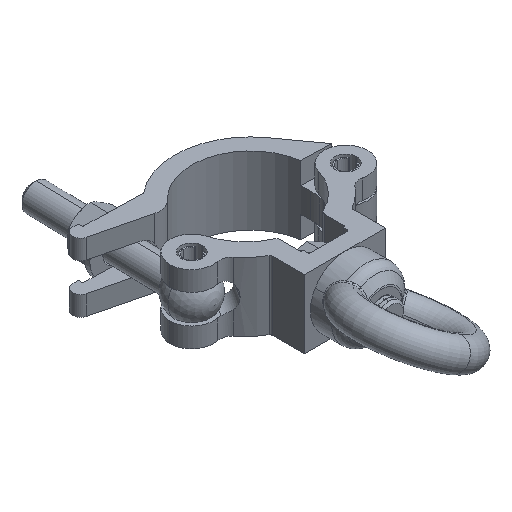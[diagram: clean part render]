
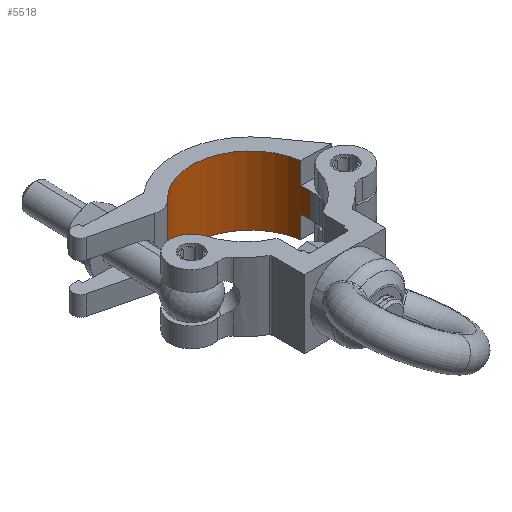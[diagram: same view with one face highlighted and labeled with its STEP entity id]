
A CAD part, isometric view. The second image highlights one B-rep face of the part: STEP entity #5518.
In plain terms, the highlighted cylindrical face has radius 25.6 mm (diameter 51.2 mm), a partial arc.
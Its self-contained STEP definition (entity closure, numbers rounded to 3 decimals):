
#51 = VECTOR ( 'NONE', #10342, 1000. ) ;
#218 = DIRECTION ( 'NONE',  ( 0., 0., 1. ) ) ;
#699 = AXIS2_PLACEMENT_3D ( 'NONE', #7770, #1422, #8020 ) ;
#771 = CARTESIAN_POINT ( 'NONE',  ( 24.593, 43.907, 5.45 ) ) ;
#777 = EDGE_CURVE ( 'NONE', #6309, #1564, #5656, .T. ) ;
#1048 = VERTEX_POINT ( 'NONE', #3533 ) ;
#1412 = CARTESIAN_POINT ( 'NONE',  ( 24.593, 43.907, 5.45 ) ) ;
#1422 = DIRECTION ( 'NONE',  ( 0., 0., 1. ) ) ;
#1523 = ORIENTED_EDGE ( 'NONE', *, *, #8532, .F. ) ;
#1552 = DIRECTION ( 'NONE',  ( -1., 0.026, 0. ) ) ;
#1564 = VERTEX_POINT ( 'NONE', #9778 ) ;
#1590 = AXIS2_PLACEMENT_3D ( 'NONE', #1840, #9536, #4802 ) ;
#1840 = CARTESIAN_POINT ( 'NONE',  ( -0.764, 40.391, -5.45 ) ) ;
#1958 = CARTESIAN_POINT ( 'NONE',  ( 24.827, 39.726, 5.45 ) ) ;
#2435 = EDGE_CURVE ( 'NONE', #11200, #11320, #8947, .T. ) ;
#2755 = CARTESIAN_POINT ( 'NONE',  ( 24.593, 43.907, -5.45 ) ) ;
#2814 = DIRECTION ( 'NONE',  ( 0., 0., 1. ) ) ;
#3395 = CARTESIAN_POINT ( 'NONE',  ( -0.764, 40.391, -14.95 ) ) ;
#3533 = CARTESIAN_POINT ( 'NONE',  ( 24.593, 43.907, 14.95 ) ) ;
#3590 = EDGE_LOOP ( 'NONE', ( #1523, #5606, #5963, #7840, #10397, #8193, #9361, #8519 ) ) ;
#3670 = LINE ( 'NONE', #771, #6340 ) ;
#3800 = LINE ( 'NONE', #2755, #51 ) ;
#3911 = EDGE_CURVE ( 'NONE', #9069, #6309, #5079, .T. ) ;
#3923 = CARTESIAN_POINT ( 'NONE',  ( -19.358, 57.987, -14.95 ) ) ;
#4146 = VECTOR ( 'NONE', #218, 1000. ) ;
#4304 = AXIS2_PLACEMENT_3D ( 'NONE', #3395, #8184, #8305 ) ;
#4802 = DIRECTION ( 'NONE',  ( -1., 0.026, 0. ) ) ;
#4825 = CARTESIAN_POINT ( 'NONE',  ( -0.764, 40.391, 5.45 ) ) ;
#4968 = CARTESIAN_POINT ( 'NONE',  ( 24.593, 43.907, -5.45 ) ) ;
#5079 = CIRCLE ( 'NONE', #4304, 25.6 ) ;
#5366 = AXIS2_PLACEMENT_3D ( 'NONE', #4825, #7580, #10561 ) ;
#5518 = ADVANCED_FACE ( 'NONE', ( #11580 ), #9639, .F. ) ;
#5606 = ORIENTED_EDGE ( 'NONE', *, *, #11199, .T. ) ;
#5656 = LINE ( 'NONE', #8711, #4146 ) ;
#5825 = CIRCLE ( 'NONE', #1590, 25.6 ) ;
#5963 = ORIENTED_EDGE ( 'NONE', *, *, #2435, .F. ) ;
#6309 = VERTEX_POINT ( 'NONE', #3923 ) ;
#6322 = VECTOR ( 'NONE', #10118, 1000. ) ;
#6340 = VECTOR ( 'NONE', #2814, 1000. ) ;
#6585 = EDGE_CURVE ( 'NONE', #11200, #1048, #3670, .T. ) ;
#6830 = EDGE_CURVE ( 'NONE', #1048, #1564, #11506, .T. ) ;
#7580 = DIRECTION ( 'NONE',  ( 0., 0., -1. ) ) ;
#7693 = VERTEX_POINT ( 'NONE', #4968 ) ;
#7770 = CARTESIAN_POINT ( 'NONE',  ( -0.764, 40.391, -14.95 ) ) ;
#7840 = ORIENTED_EDGE ( 'NONE', *, *, #6585, .T. ) ;
#8020 = DIRECTION ( 'NONE',  ( 1., -0.026, 0. ) ) ;
#8114 = CARTESIAN_POINT ( 'NONE',  ( 24.827, 39.726, -5.45 ) ) ;
#8184 = DIRECTION ( 'NONE',  ( 0., 0., 1. ) ) ;
#8193 = ORIENTED_EDGE ( 'NONE', *, *, #777, .F. ) ;
#8305 = DIRECTION ( 'NONE',  ( -1., 0.026, 0. ) ) ;
#8519 = ORIENTED_EDGE ( 'NONE', *, *, #8893, .F. ) ;
#8532 = EDGE_CURVE ( 'NONE', #11558, #7693, #5825, .T. ) ;
#8711 = CARTESIAN_POINT ( 'NONE',  ( -19.358, 57.987, -14.95 ) ) ;
#8893 = EDGE_CURVE ( 'NONE', #7693, #9069, #3800, .T. ) ;
#8947 = CIRCLE ( 'NONE', #5366, 25.6 ) ;
#9069 = VERTEX_POINT ( 'NONE', #9244 ) ;
#9240 = LINE ( 'NONE', #9992, #6322 ) ;
#9244 = CARTESIAN_POINT ( 'NONE',  ( 24.593, 43.907, -14.95 ) ) ;
#9361 = ORIENTED_EDGE ( 'NONE', *, *, #3911, .F. ) ;
#9536 = DIRECTION ( 'NONE',  ( 0., 0., 1. ) ) ;
#9639 = CYLINDRICAL_SURFACE ( 'NONE', #699, 25.6 ) ;
#9778 = CARTESIAN_POINT ( 'NONE',  ( -19.358, 57.987, 14.95 ) ) ;
#9992 = CARTESIAN_POINT ( 'NONE',  ( 24.827, 39.726, -14.95 ) ) ;
#10118 = DIRECTION ( 'NONE',  ( 0., 0., 1. ) ) ;
#10342 = DIRECTION ( 'NONE',  ( 0., 0., -1. ) ) ;
#10397 = ORIENTED_EDGE ( 'NONE', *, *, #6830, .T. ) ;
#10547 = AXIS2_PLACEMENT_3D ( 'NONE', #10951, #11814, #1552 ) ;
#10561 = DIRECTION ( 'NONE',  ( 1., -0.026, 0. ) ) ;
#10951 = CARTESIAN_POINT ( 'NONE',  ( -0.764, 40.391, 14.95 ) ) ;
#11199 = EDGE_CURVE ( 'NONE', #11558, #11320, #9240, .T. ) ;
#11200 = VERTEX_POINT ( 'NONE', #1412 ) ;
#11320 = VERTEX_POINT ( 'NONE', #1958 ) ;
#11506 = CIRCLE ( 'NONE', #10547, 25.6 ) ;
#11558 = VERTEX_POINT ( 'NONE', #8114 ) ;
#11580 = FACE_OUTER_BOUND ( 'NONE', #3590, .T. ) ;
#11814 = DIRECTION ( 'NONE',  ( 0., 0., 1. ) ) ;
